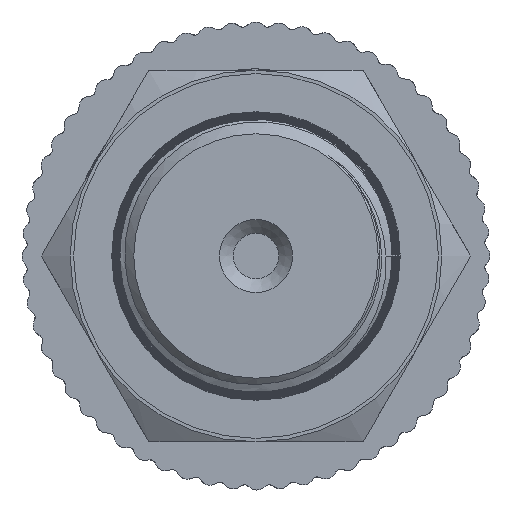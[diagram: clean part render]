
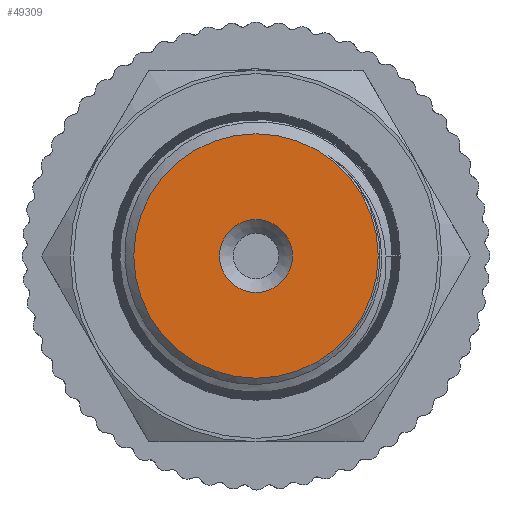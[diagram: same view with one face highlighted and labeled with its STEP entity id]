
A CAD part, left-side view. The second image highlights one B-rep face of the part: STEP entity #49309.
In plain terms, the highlighted planar face has unit normal (-1, 0, 0).
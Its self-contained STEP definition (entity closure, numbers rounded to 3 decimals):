
#137=PLANE('',#51943);
#2944=FACE_BOUND('',#6741,.T.);
#4052=FACE_OUTER_BOUND('',#6740,.T.);
#6740=EDGE_LOOP('',(#35091));
#6741=EDGE_LOOP('',(#35092));
#10594=CIRCLE('',#51739,8.878);
#10691=CIRCLE('',#51942,2.65);
#20390=VERTEX_POINT('',#68972);
#20960=VERTEX_POINT('',#86268);
#25574=EDGE_CURVE('',#20390,#20390,#10594,.T.);
#26435=EDGE_CURVE('',#20960,#20960,#10691,.T.);
#35091=ORIENTED_EDGE('',*,*,#25574,.T.);
#35092=ORIENTED_EDGE('',*,*,#26435,.T.);
#49309=ADVANCED_FACE('',(#4052,#2944),#137,.T.);
#51739=AXIS2_PLACEMENT_3D('',#68974,#55889,#55890);
#51942=AXIS2_PLACEMENT_3D('',#86270,#56650,#56651);
#51943=AXIS2_PLACEMENT_3D('',#86271,#56652,#56653);
#55889=DIRECTION('center_axis',(-1.,0.,0.));
#55890=DIRECTION('ref_axis',(0.,1.,0.));
#56650=DIRECTION('center_axis',(1.,0.,0.));
#56651=DIRECTION('ref_axis',(0.,0.,-1.));
#56652=DIRECTION('center_axis',(-1.,0.,0.));
#56653=DIRECTION('ref_axis',(0.,0.,1.));
#68972=CARTESIAN_POINT('',(-68.,-8.878,0.));
#68974=CARTESIAN_POINT('Origin',(-68.,0.,0.));
#86268=CARTESIAN_POINT('',(-68.,-2.65,0.));
#86270=CARTESIAN_POINT('Origin',(-68.,0.,0.));
#86271=CARTESIAN_POINT('Origin',(-68.,9.853,0.));
